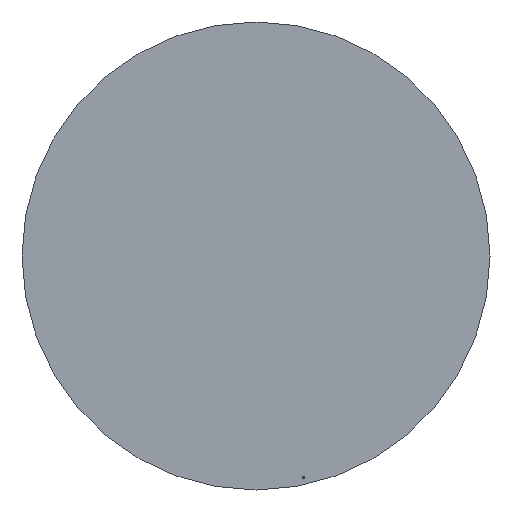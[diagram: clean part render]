
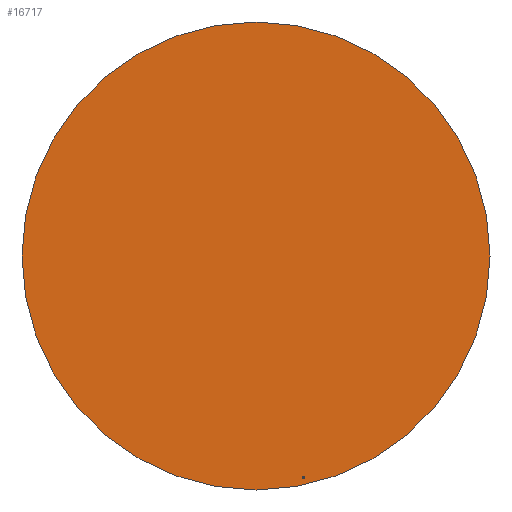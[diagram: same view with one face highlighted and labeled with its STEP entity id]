
A CAD part, front view. The second image highlights one B-rep face of the part: STEP entity #16717.
In plain terms, the highlighted planar face has unit normal (0, -1, 0).
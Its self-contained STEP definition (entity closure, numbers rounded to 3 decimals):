
#17=FACE_BOUND('',#2541,.T.);
#722=PLANE('',#18053);
#1630=FACE_OUTER_BOUND('',#2540,.T.);
#2540=EDGE_LOOP('',(#15605));
#2541=EDGE_LOOP('',(#15606));
#6958=CIRCLE('',#18049,0.15);
#6959=CIRCLE('',#18051,32.333);
#8366=VERTEX_POINT('',#27414);
#8367=VERTEX_POINT('',#27418);
#10778=EDGE_CURVE('',#8366,#8366,#6958,.T.);
#10780=EDGE_CURVE('',#8367,#8367,#6959,.T.);
#15605=ORIENTED_EDGE('',*,*,#10780,.F.);
#15606=ORIENTED_EDGE('',*,*,#10778,.F.);
#16717=ADVANCED_FACE('',(#1630,#17),#722,.F.);
#18049=AXIS2_PLACEMENT_3D('',#27416,#22682,#22683);
#18051=AXIS2_PLACEMENT_3D('',#27420,#22687,#22688);
#18053=AXIS2_PLACEMENT_3D('',#27422,#22691,#22692);
#22682=DIRECTION('center_axis',(0.,-1.,0.));
#22683=DIRECTION('ref_axis',(1.,0.,0.));
#22687=DIRECTION('center_axis',(0.,1.,0.));
#22688=DIRECTION('ref_axis',(-1.,0.,0.));
#22691=DIRECTION('center_axis',(0.,1.,0.));
#22692=DIRECTION('ref_axis',(0.,0.,1.));
#27414=CARTESIAN_POINT('',(-28.673,-33.058,-3.45));
#27416=CARTESIAN_POINT('Origin',(-28.523,-33.058,-3.45));
#27418=CARTESIAN_POINT('',(-2.744,-33.058,27.168));
#27420=CARTESIAN_POINT('Origin',(-35.077,-33.058,27.168));
#27422=CARTESIAN_POINT('Origin',(-35.077,-33.058,27.168));
